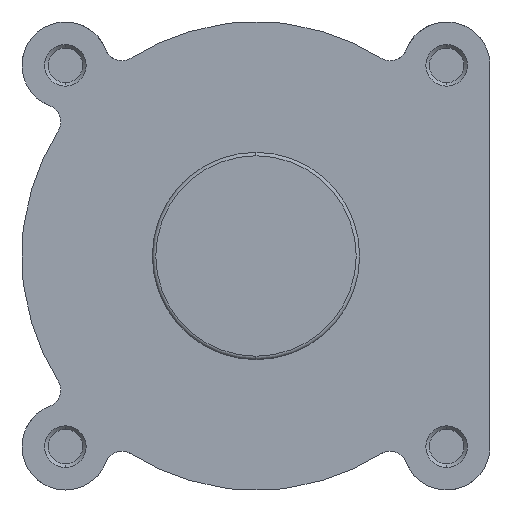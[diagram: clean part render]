
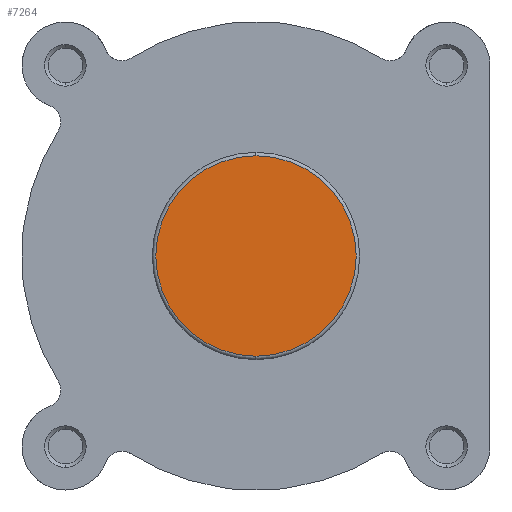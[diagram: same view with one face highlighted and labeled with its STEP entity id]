
A CAD part, left-side view. The second image highlights one B-rep face of the part: STEP entity #7264.
In plain terms, the highlighted planar face has unit normal (-1, 0, 0).
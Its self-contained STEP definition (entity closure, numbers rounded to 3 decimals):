
#232 = CIRCLE ( 'NONE', #2926, 28.9 ) ;
#751 = FACE_OUTER_BOUND ( 'NONE', #7385, .T. ) ;
#1069 = CARTESIAN_POINT ( 'NONE',  ( 0., 0., 28.9 ) ) ;
#1102 = CARTESIAN_POINT ( 'NONE',  ( 0., 0., -28.9 ) ) ;
#1759 = CARTESIAN_POINT ( 'NONE',  ( 0., 29.9, 0. ) ) ;
#1760 = PLANE ( 'NONE',  #3148 ) ;
#1762 = DIRECTION ( 'NONE',  ( 1., 0., 0. ) ) ;
#1763 = DIRECTION ( 'NONE',  ( 0., 0., -1. ) ) ;
#2357 = EDGE_CURVE ( 'NONE', #5183, #5220, #4200, .T. ) ;
#2639 = EDGE_CURVE ( 'NONE', #5220, #5183, #232, .T. ) ;
#2793 = AXIS2_PLACEMENT_3D ( 'NONE', #4991, #4907, #4913 ) ;
#2926 = AXIS2_PLACEMENT_3D ( 'NONE', #6508, #6515, #6516 ) ;
#3148 = AXIS2_PLACEMENT_3D ( 'NONE', #1759, #1762, #1763 ) ;
#3849 = ORIENTED_EDGE ( 'NONE', *, *, #2357, .T. ) ;
#3850 = ORIENTED_EDGE ( 'NONE', *, *, #2639, .T. ) ;
#4200 = CIRCLE ( 'NONE', #2793, 28.9 ) ;
#4907 = DIRECTION ( 'NONE',  ( -1., 0., 0. ) ) ;
#4913 = DIRECTION ( 'NONE',  ( 0., 0., -1. ) ) ;
#4991 = CARTESIAN_POINT ( 'NONE',  ( 0., 0., 0. ) ) ;
#5183 = VERTEX_POINT ( 'NONE', #1069 ) ;
#5220 = VERTEX_POINT ( 'NONE', #1102 ) ;
#6508 = CARTESIAN_POINT ( 'NONE',  ( 0., 0., 0. ) ) ;
#6515 = DIRECTION ( 'NONE',  ( -1., 0., 0. ) ) ;
#6516 = DIRECTION ( 'NONE',  ( 0., 0., -1. ) ) ;
#7264 = ADVANCED_FACE ( 'NONE', ( #751 ), #1760, .F. ) ;
#7385 = EDGE_LOOP ( 'NONE', ( #3850, #3849 ) ) ;
